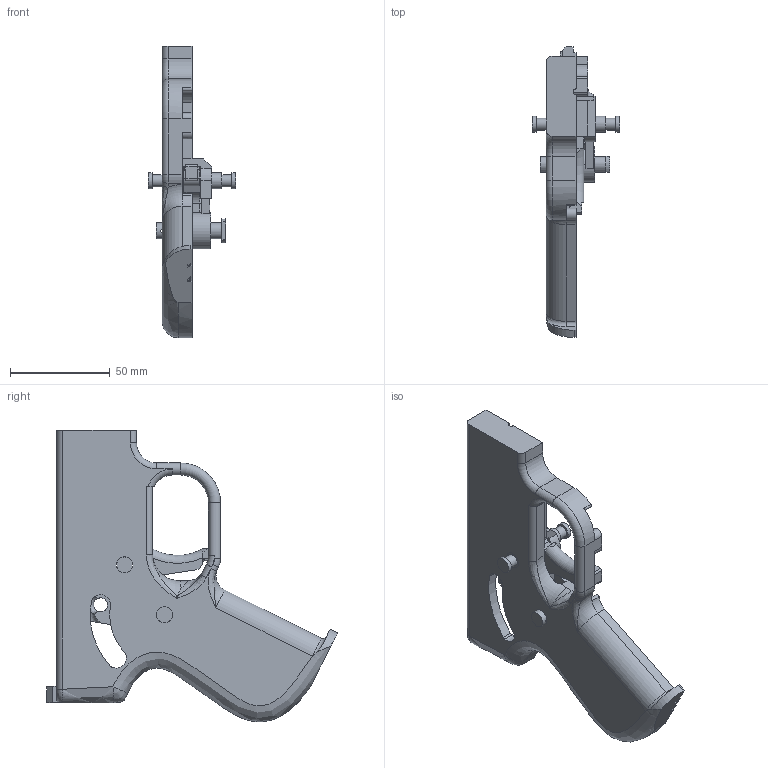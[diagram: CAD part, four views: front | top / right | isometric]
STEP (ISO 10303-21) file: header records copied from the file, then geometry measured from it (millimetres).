
FILE_DESCRIPTION(/* description */ (''),/* implementation_level */ '2;1');
FILE_NAME(/* name */ 'assem001.step',/* time_stamp */ '2023-10-15T13:23:42+01:00',/* author */ (''),/* organization */ (''),/* preprocessor_version */ 'ST-DEVELOPER v20',/* originating_system */ 'Autodesk Translation Framework v12.14.0.127',/* authorisation */ '');
FILE_SCHEMA (('AUTOMOTIVE_DESIGN { 1 0 10303 214 3 1 1 }'));
Length unit declared in the file: millimetre
Products named in the file (6): (Unsaved); Firing Pin Retainer v1; Trigger v1; Hammer Pin v1; Hammer v1; Trigger Pin v1
Assembly tree (5 placements, depth 2):
  (Unsaved)
    Firing Pin Retainer v1
    Trigger v1
    Hammer Pin v1
    Hammer v1
    Trigger Pin v1
Bounding box: 44 x 145.5 x 145.89 mm (x, y, z)
Volume: 149274.1 mm3; surface area: 45757.4 mm2
Topology: 6 solids, 6 shells, 260 faces, 706 edges, 456 vertices
Faces by surface type: plane 131, cylinder 94, torus 19, bspline 16
Full cylindrical faces by diameter (mm): 1.75 x1, 6 x2, 7 x1, 8 x4, 8.1 x6, 12 x1, 18 x1
Entity records: 10501 total; most frequent: CARTESIAN_POINT 3667, ORIENTED_EDGE 1408, DIRECTION 1379, EDGE_CURVE 704, AXIS2_PLACEMENT_3D 493, VERTEX_POINT 456, LINE 393, VECTOR 393
